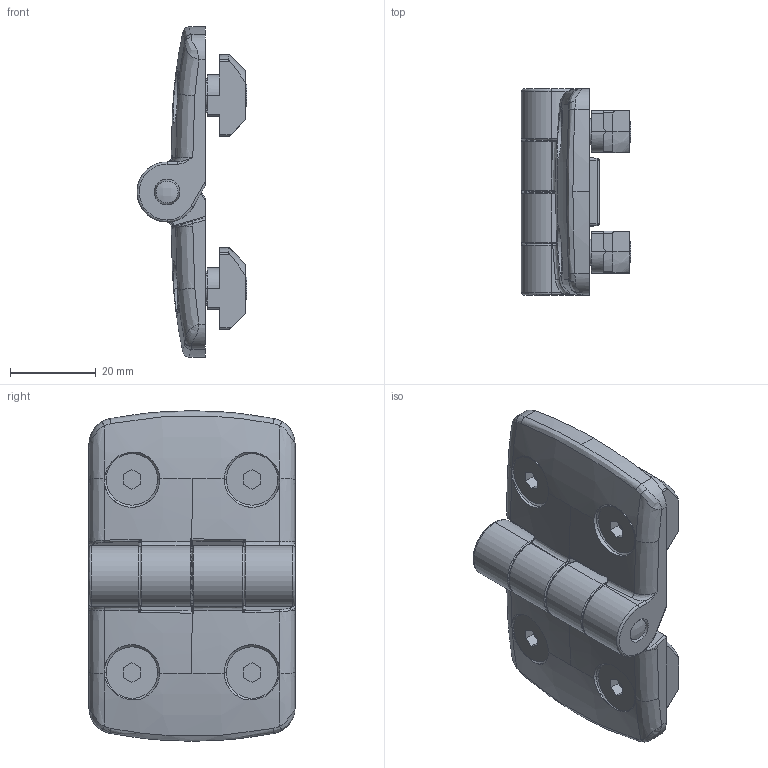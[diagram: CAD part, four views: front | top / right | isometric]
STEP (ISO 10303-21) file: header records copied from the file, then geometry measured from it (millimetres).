
FILE_DESCRIPTION (( 'STEP AP203' ), '1' );
FILE_NAME ('402535644_c_1.STEP', '2022-10-18T15:31:00', ( '' ), ( '' ), 'SwSTEP 2.0', 'SolidWorks 2014', '' );
FILE_SCHEMA (( 'CONFIG_CONTROL_DESIGN' ));
Length unit declared in the file: millimetre
Products named in the file (6): DIN 7991 - M6x16; Aluminium Kombischarnier Seite 40; Aluminium Kombischarnier Achse 6x48; 412530285 Hammermutter N10 M6; 402535644_c_1; Aluminium Kombischarnier Fixierst_X_FCck N10
Assembly tree (13 placements, depth 2):
  402535644_c_1
    Aluminium Kombischarnier Achse 6x48
    Aluminium Kombischarnier Seite 40  x2
    DIN 7991 - M6x16  x4
    412530285 Hammermutter N10 M6  x4
    Aluminium Kombischarnier Fixierst_X_FCck N10  x2
Bounding box: 25.6 x 48 x 77 mm (x, y, z)
Volume: 29207.1 mm3; surface area: 20891.7 mm2
Topology: 13 solids, 13 shells, 817 faces, 1993 edges, 1182 vertices
Faces by surface type: cylinder 290, plane 224, bspline 163, cone 78, torus 62
Entity records: 14494 total; most frequent: CARTESIAN_POINT 5724, ORIENTED_EDGE 1724, DIRECTION 1614, EDGE_CURVE 862, AXIS2_PLACEMENT_3D 630, VERTEX_POINT 517, EDGE_LOOP 377, ADVANCED_FACE 361
